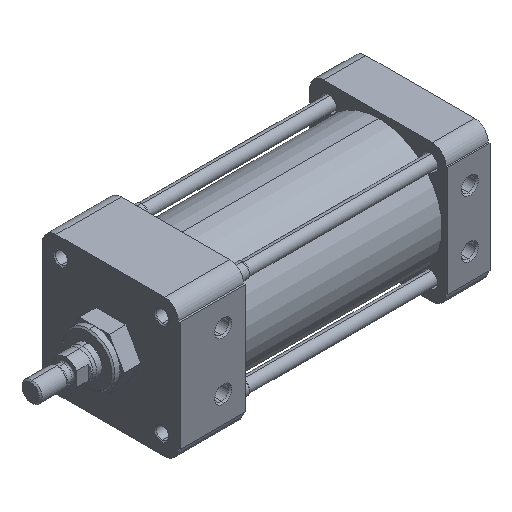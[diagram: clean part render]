
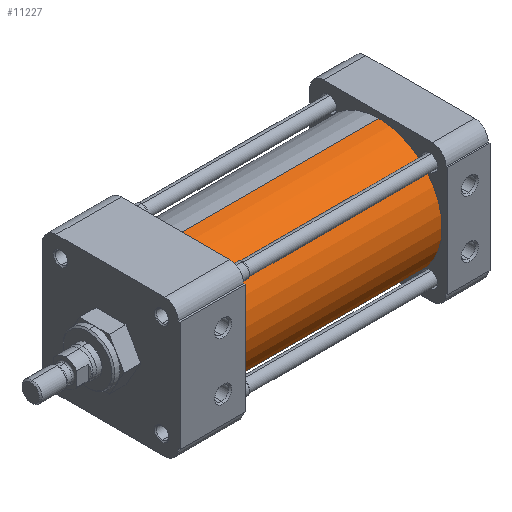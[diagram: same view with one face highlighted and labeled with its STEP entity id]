
A CAD part, isometric view. The second image highlights one B-rep face of the part: STEP entity #11227.
In plain terms, the highlighted cylindrical face has radius 34.925 mm (diameter 69.85 mm), a partial arc.
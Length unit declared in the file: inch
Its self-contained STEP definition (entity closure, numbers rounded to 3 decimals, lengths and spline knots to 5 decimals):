
#312 = DIRECTION ( 'NONE',  ( 0., 0., -1. ) ) ;
#678 = EDGE_CURVE ( 'NONE', #3151, #4581, #6422, .T. ) ;
#1021 = DIRECTION ( 'NONE',  ( 1., 0., 0. ) ) ;
#2223 = AXIS2_PLACEMENT_3D ( 'NONE', #13259, #10888, #312 ) ;
#2417 = FACE_OUTER_BOUND ( 'NONE', #5681, .T. ) ;
#3036 = EDGE_CURVE ( 'NONE', #4736, #11324, #12980, .T. ) ;
#3151 = VERTEX_POINT ( 'NONE', #3442 ) ;
#3442 = CARTESIAN_POINT ( 'NONE',  ( 1.42, 0., 1.375 ) ) ;
#4211 = DIRECTION ( 'NONE',  ( 1., 0., 0. ) ) ;
#4284 = CARTESIAN_POINT ( 'NONE',  ( 5.826, 0., 1.375 ) ) ;
#4362 = DIRECTION ( 'NONE',  ( 1., 0., 0. ) ) ;
#4581 = VERTEX_POINT ( 'NONE', #4284 ) ;
#4736 = VERTEX_POINT ( 'NONE', #12757 ) ;
#5507 = AXIS2_PLACEMENT_3D ( 'NONE', #7740, #1021, #8871 ) ;
#5681 = EDGE_LOOP ( 'NONE', ( #14200, #13078, #13245, #5906 ) ) ;
#5791 = DIRECTION ( 'NONE',  ( -1., 0., 0. ) ) ;
#5906 = ORIENTED_EDGE ( 'NONE', *, *, #8487, .T. ) ;
#6083 = AXIS2_PLACEMENT_3D ( 'NONE', #12571, #5791, #13698 ) ;
#6422 = LINE ( 'NONE', #11434, #8748 ) ;
#6626 = CYLINDRICAL_SURFACE ( 'NONE', #2223, 1.375 ) ;
#6632 = CARTESIAN_POINT ( 'NONE',  ( 5.826, 0., -1.375 ) ) ;
#6984 = VECTOR ( 'NONE', #4362, 39.37008 ) ;
#7740 = CARTESIAN_POINT ( 'NONE',  ( 1.42, 0., 0. ) ) ;
#7990 = EDGE_CURVE ( 'NONE', #3151, #4736, #8215, .T. ) ;
#8215 = CIRCLE ( 'NONE', #5507, 1.375 ) ;
#8487 = EDGE_CURVE ( 'NONE', #11324, #4581, #9081, .T. ) ;
#8748 = VECTOR ( 'NONE', #4211, 39.37008 ) ;
#8871 = DIRECTION ( 'NONE',  ( 0., 0., -1. ) ) ;
#9081 = CIRCLE ( 'NONE', #6083, 1.375 ) ;
#9619 = CARTESIAN_POINT ( 'NONE',  ( 5.826, 0., -1.375 ) ) ;
#10888 = DIRECTION ( 'NONE',  ( 1., 0., 0. ) ) ;
#11227 = ADVANCED_FACE ( 'NONE', ( #2417 ), #6626, .T. ) ;
#11324 = VERTEX_POINT ( 'NONE', #9619 ) ;
#11434 = CARTESIAN_POINT ( 'NONE',  ( 5.826, 0., 1.375 ) ) ;
#12571 = CARTESIAN_POINT ( 'NONE',  ( 5.826, 0., 0. ) ) ;
#12757 = CARTESIAN_POINT ( 'NONE',  ( 1.42, 0., -1.375 ) ) ;
#12980 = LINE ( 'NONE', #6632, #6984 ) ;
#13078 = ORIENTED_EDGE ( 'NONE', *, *, #7990, .T. ) ;
#13245 = ORIENTED_EDGE ( 'NONE', *, *, #3036, .T. ) ;
#13259 = CARTESIAN_POINT ( 'NONE',  ( 5.826, 0., 0. ) ) ;
#13698 = DIRECTION ( 'NONE',  ( 0., 0., -1. ) ) ;
#14200 = ORIENTED_EDGE ( 'NONE', *, *, #678, .F. ) ;
